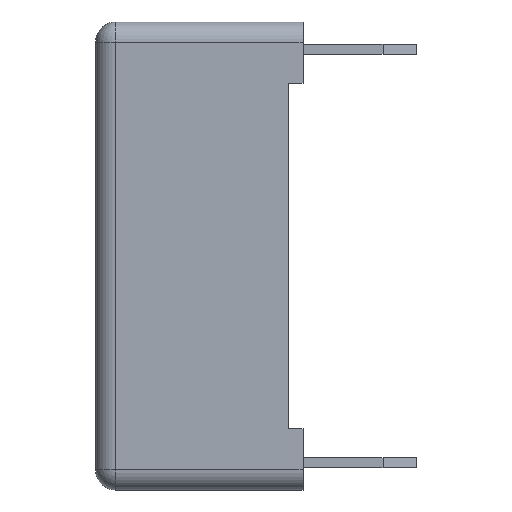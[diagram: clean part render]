
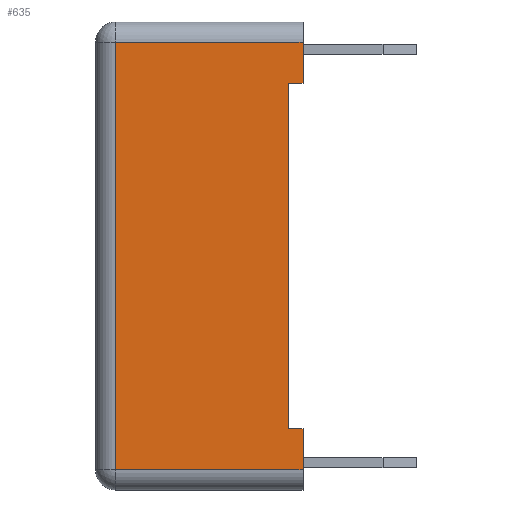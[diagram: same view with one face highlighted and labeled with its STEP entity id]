
A CAD part, left-side view. The second image highlights one B-rep face of the part: STEP entity #635.
In plain terms, the highlighted planar face has unit normal (-1, 0, 0).
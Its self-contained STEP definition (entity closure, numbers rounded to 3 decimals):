
#635=ADVANCED_FACE('',(#1807),#1808,.T.);
#777=EDGE_CURVE('',#2013,#2010,#2014,.T.);
#789=EDGE_CURVE('',#2028,#2013,#2029,.T.);
#799=EDGE_CURVE('',#2041,#2042,#2043,.T.);
#805=EDGE_CURVE('',#2049,#2028,#2050,.T.);
#813=EDGE_CURVE('',#2042,#2057,#2060,.T.);
#815=EDGE_CURVE('',#2062,#2049,#2063,.T.);
#817=EDGE_CURVE('',#2041,#2010,#2065,.T.);
#819=EDGE_CURVE('',#2057,#2062,#2067,.T.);
#1807=FACE_OUTER_BOUND('',#3384,.T.);
#1808=PLANE('',#3385);
#2010=VERTEX_POINT('',#3665);
#2013=VERTEX_POINT('',#3670);
#2014=LINE('',#3671,#3672);
#2028=VERTEX_POINT('',#3697);
#2029=LINE('',#3698,#3699);
#2041=VERTEX_POINT('',#3720);
#2042=VERTEX_POINT('',#3721);
#2043=LINE('',#3722,#3723);
#2049=VERTEX_POINT('',#3733);
#2050=LINE('',#3734,#3735);
#2057=VERTEX_POINT('',#3746);
#2060=LINE('',#3750,#3751);
#2062=VERTEX_POINT('',#3754);
#2063=LINE('',#3755,#3756);
#2065=LINE('',#3759,#3760);
#2067=LINE('',#3763,#3764);
#3384=EDGE_LOOP('',(#7292,#7293,#7294,#7295,#7296,#7297,#7298,#7299));
#3385=AXIS2_PLACEMENT_3D('',#7300,#7301,#7302);
#3665=CARTESIAN_POINT('',(-1.975,0.35,-7.26));
#3670=CARTESIAN_POINT('',(-1.975,0.35,-15.76));
#3671=CARTESIAN_POINT('',(-1.975,0.35,-15.76));
#3672=VECTOR('',#7579,8.5);
#3697=CARTESIAN_POINT('',(-1.975,0.0,-15.76));
#3698=CARTESIAN_POINT('',(-1.975,0.0,-15.76));
#3699=VECTOR('',#7585,0.35);
#3720=CARTESIAN_POINT('',(-1.975,0.0,-7.26));
#3721=CARTESIAN_POINT('',(-1.975,0.0,-6.26));
#3722=CARTESIAN_POINT('',(-1.975,0.0,-7.26));
#3723=VECTOR('',#7590,1.0);
#3733=CARTESIAN_POINT('',(-1.975,0.0,-16.76));
#3734=CARTESIAN_POINT('',(-1.975,0.0,-16.76));
#3735=VECTOR('',#7595,1.0);
#3746=CARTESIAN_POINT('',(-1.975,4.6,-6.26));
#3750=CARTESIAN_POINT('',(-1.975,0.0,-6.26));
#3751=VECTOR('',#7603,4.6);
#3754=CARTESIAN_POINT('',(-1.975,4.6,-16.76));
#3755=CARTESIAN_POINT('',(-1.975,4.6,-16.76));
#3756=VECTOR('',#7604,4.6);
#3759=CARTESIAN_POINT('',(-1.975,0.0,-7.26));
#3760=VECTOR('',#7605,0.35);
#3763=CARTESIAN_POINT('',(-1.975,4.6,-6.26));
#3764=VECTOR('',#7606,10.5);
#7292=ORIENTED_EDGE('',*,*,#815,.T.);
#7293=ORIENTED_EDGE('',*,*,#805,.T.);
#7294=ORIENTED_EDGE('',*,*,#789,.T.);
#7295=ORIENTED_EDGE('',*,*,#777,.T.);
#7296=ORIENTED_EDGE('',*,*,#817,.F.);
#7297=ORIENTED_EDGE('',*,*,#799,.T.);
#7298=ORIENTED_EDGE('',*,*,#813,.T.);
#7299=ORIENTED_EDGE('',*,*,#819,.T.);
#7300=CARTESIAN_POINT('',(-1.975,3.13,-17.26));
#7301=DIRECTION('',(-1.0,0.0,0.0));
#7302=DIRECTION('',(0.0,0.0,1.0));
#7579=DIRECTION('',(0.0,0.0,1.0));
#7585=DIRECTION('',(0.0,1.0,0.0));
#7590=DIRECTION('',(0.0,0.0,1.0));
#7595=DIRECTION('',(0.0,0.0,1.0));
#7603=DIRECTION('',(0.0,1.0,0.0));
#7604=DIRECTION('',(0.0,-1.0,0.0));
#7605=DIRECTION('',(0.0,1.0,0.0));
#7606=DIRECTION('',(0.0,0.0,-1.0));
